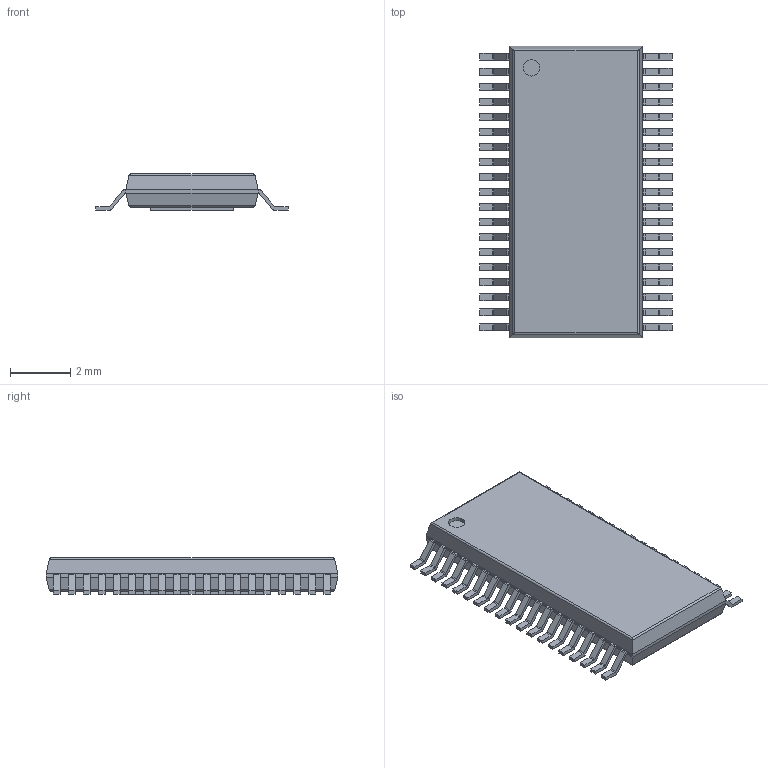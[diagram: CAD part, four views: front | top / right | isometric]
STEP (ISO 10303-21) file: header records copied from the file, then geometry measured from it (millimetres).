
FILE_DESCRIPTION(('FreeCAD Model'),'2;1');
FILE_NAME('1059225.1.1.stp','2020-04-09T20:33:25',( 'Author'),(''),'Open CASCADE STEP processor 6.9','FreeCAD','Unknown' );
FILE_SCHEMA(('AUTOMOTIVE_DESIGN { 1 0 10303 214 1 1 1 1 }'));
Length unit declared in the file: millimetre
Products named in the file (4): ASSEMBLY; Body; PinsArrayLR; ThermalPad
Assembly tree (3 placements, depth 2):
  ASSEMBLY
    Body
    PinsArrayLR
    ThermalPad
Bounding box: 6.4 x 9.7 x 1.2 mm (x, y, z)
Volume: 47.8 mm3; surface area: 170.8 mm2
Topology: 40 solids, 40 shells, 524 faces, 1313 edges, 870 vertices
Faces by surface type: plane 401, cylinder 123
Full cylindrical faces by diameter (mm): 0.55 x1
Entity records: 33305 total; most frequent: CARTESIAN_POINT 6229, DIRECTION 5023, LINE 3375, VECTOR 3375, ORIENTED_EDGE 2626, PCURVE 2626, DEFINITIONAL_REPRESENTATION 2626, EDGE_CURVE 1313
